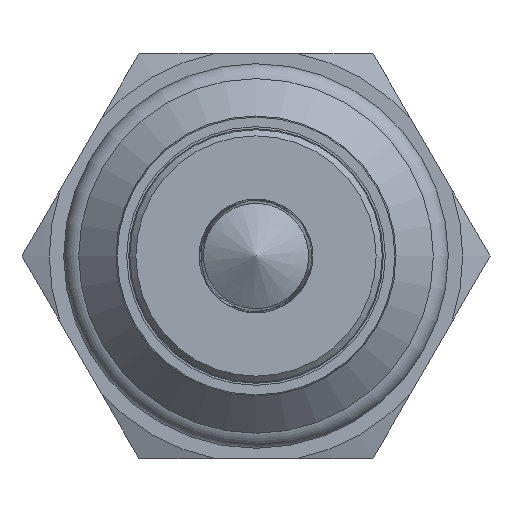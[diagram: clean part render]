
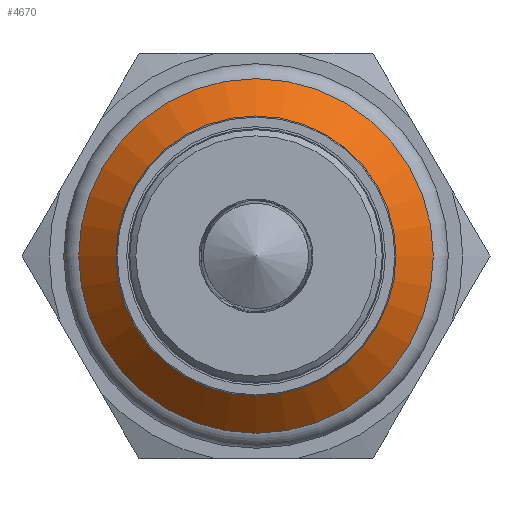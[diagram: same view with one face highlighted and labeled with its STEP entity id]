
A CAD part, left-side view. The second image highlights one B-rep face of the part: STEP entity #4670.
In plain terms, the highlighted conical face has half-angle 45 degrees and reference radius 9.906 mm.
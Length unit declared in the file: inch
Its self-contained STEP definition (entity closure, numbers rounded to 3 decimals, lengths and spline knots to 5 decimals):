
#4618=CARTESIAN_POINT('',(-0.855,0.3425,0.0));
#4619=VERTEX_POINT('',#4618);
#4620=CARTESIAN_POINT('',(-0.855,0.0,0.0));
#4621=DIRECTION('',(1.0,0.0,0.0));
#4622=DIRECTION('',(0.0,1.0,0.0));
#4623=AXIS2_PLACEMENT_3D('',#4620,#4621,#4622);
#4624=CIRCLE('',#4623,0.3425);
#4625=EDGE_CURVE('',#4619,#4619,#4624,.T.);
#4651=CARTESIAN_POINT('',(-0.8075,0.0,0.0));
#4652=DIRECTION('',(1.0,0.0,0.0));
#4653=DIRECTION('',(0.0,1.0,0.0));
#4654=AXIS2_PLACEMENT_3D('',#4651,#4652,#4653);
#4655=CONICAL_SURFACE('',#4654,0.39,45.);
#4656=CARTESIAN_POINT('',(-0.76,0.4375,0.0));
#4657=VERTEX_POINT('',#4656);
#4658=CARTESIAN_POINT('',(-0.76,0.0,0.0));
#4659=DIRECTION('',(1.0,0.0,0.0));
#4660=DIRECTION('',(0.0,1.0,0.0));
#4661=AXIS2_PLACEMENT_3D('',#4658,#4659,#4660);
#4662=CIRCLE('',#4661,0.4375);
#4663=EDGE_CURVE('',#4657,#4657,#4662,.T.);
#4664=ORIENTED_EDGE('',*,*,#4663,.F.);
#4665=EDGE_LOOP('',(#4664));
#4666=FACE_OUTER_BOUND('',#4665,.T.);
#4667=ORIENTED_EDGE('',*,*,#4625,.T.);
#4668=EDGE_LOOP('',(#4667));
#4669=FACE_BOUND('',#4668,.T.);
#4670=ADVANCED_FACE('',(#4666,#4669),#4655,.T.);
